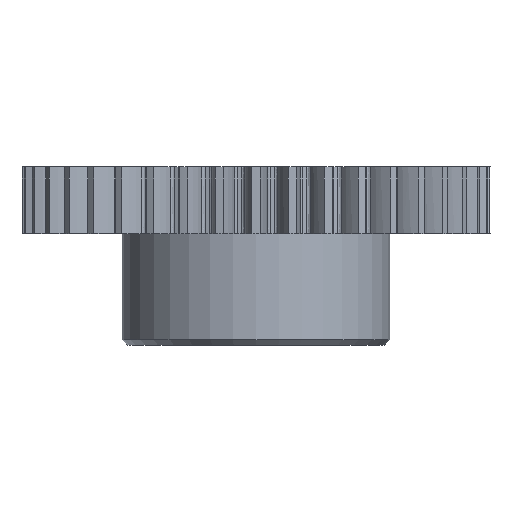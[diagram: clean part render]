
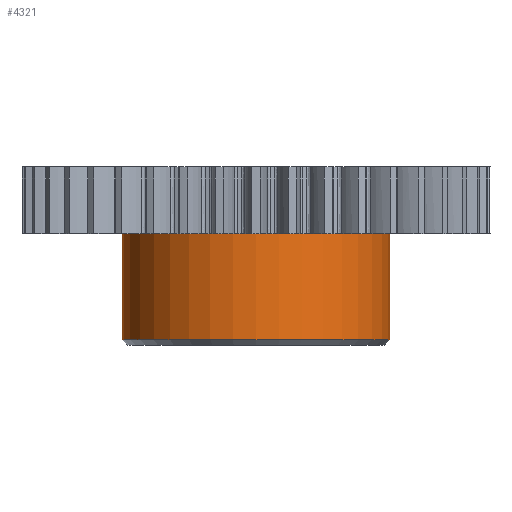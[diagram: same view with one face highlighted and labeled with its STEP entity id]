
A CAD part, left-side view. The second image highlights one B-rep face of the part: STEP entity #4321.
In plain terms, the highlighted cylindrical face has radius 6 mm (diameter 12 mm), a full revolution.
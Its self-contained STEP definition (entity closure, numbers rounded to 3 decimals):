
#352=CIRCLE('',#4671,6.);
#353=CIRCLE('',#4673,6.);
#444=FACE_OUTER_BOUND('',#696,.T.);
#696=EDGE_LOOP('',(#3021,#3022,#3023,#3024,#3025,#3026,#3027,#3028,#3029));
#944=LINE('',#9609,#1031);
#945=LINE('',#9611,#1032);
#1031=VECTOR('',#5035,6.);
#1032=VECTOR('',#5036,6.);
#1115=B_SPLINE_CURVE_WITH_KNOTS('',3,(#5487,#5488,#5489,#5490,#5491,#5492,
#5493,#5494,#5495,#5496),.UNSPECIFIED.,.F.,.F.,(4,2,2,2,4),(0.573,
0.621,0.669,0.717,0.765),
 .UNSPECIFIED.);
#1116=B_SPLINE_CURVE_WITH_KNOTS('',3,(#5498,#5499,#5500,#5501,#5502,#5503,
#5504,#5505,#5506,#5507,#5508,#5509,#5510,#5511,#5512,#5513,#5514,#5515),
 .UNSPECIFIED.,.F.,.F.,(4,2,2,2,2,2,2,2,4),(0.191,0.239,
0.287,0.335,0.382,0.43,
0.478,0.526,0.573),.UNSPECIFIED.);
#1117=B_SPLINE_CURVE_WITH_KNOTS('',3,(#5516,#5517,#5518,#5519,#5520,#5521,
#5522,#5523,#5524,#5525),.UNSPECIFIED.,.F.,.F.,(4,2,2,2,4),(0.,0.048,
0.096,0.143,0.191),.UNSPECIFIED.);
#1520=VERTEX_POINT('',#5484);
#1521=VERTEX_POINT('',#5486);
#1522=VERTEX_POINT('',#5497);
#1769=VERTEX_POINT('',#9605);
#1770=VERTEX_POINT('',#9610);
#2014=EDGE_CURVE('',#1521,#1520,#1115,.T.);
#2015=EDGE_CURVE('',#1522,#1521,#1116,.T.);
#2016=EDGE_CURVE('',#1520,#1522,#1117,.T.);
#2267=EDGE_CURVE('',#1769,#1769,#352,.T.);
#2268=EDGE_CURVE('',#1769,#1521,#944,.T.);
#2269=EDGE_CURVE('',#1522,#1770,#945,.T.);
#2270=EDGE_CURVE('',#1770,#1770,#353,.T.);
#3021=ORIENTED_EDGE('',*,*,#2267,.F.);
#3022=ORIENTED_EDGE('',*,*,#2268,.T.);
#3023=ORIENTED_EDGE('',*,*,#2014,.T.);
#3024=ORIENTED_EDGE('',*,*,#2016,.T.);
#3025=ORIENTED_EDGE('',*,*,#2269,.T.);
#3026=ORIENTED_EDGE('',*,*,#2270,.F.);
#3027=ORIENTED_EDGE('',*,*,#2269,.F.);
#3028=ORIENTED_EDGE('',*,*,#2015,.T.);
#3029=ORIENTED_EDGE('',*,*,#2268,.F.);
#4233=CYLINDRICAL_SURFACE('',#4672,6.);
#4321=ADVANCED_FACE('',(#444),#4233,.T.);
#4671=AXIS2_PLACEMENT_3D('',#9607,#5031,#5032);
#4672=AXIS2_PLACEMENT_3D('',#9608,#5033,#5034);
#4673=AXIS2_PLACEMENT_3D('',#9612,#5037,#5038);
#5031=DIRECTION('center_axis',(0.,0.,-1.));
#5032=DIRECTION('ref_axis',(-1.,0.,0.));
#5033=DIRECTION('center_axis',(0.,0.,-1.));
#5034=DIRECTION('ref_axis',(-1.,0.,0.));
#5035=DIRECTION('',(0.,0.,1.));
#5036=DIRECTION('',(0.,0.,1.));
#5037=DIRECTION('center_axis',(0.,0.,1.));
#5038=DIRECTION('ref_axis',(-1.,0.,0.));
#5484=CARTESIAN_POINT('',(5.865,-1.265,-2.5));
#5486=CARTESIAN_POINT('',(6.,0.,-3.765));
#5487=CARTESIAN_POINT('Ctrl Pts',(6.,0.,
-3.765));
#5488=CARTESIAN_POINT('Ctrl Pts',(6.,-0.159,-3.765));
#5489=CARTESIAN_POINT('Ctrl Pts',(5.993,-0.329,-3.733));
#5490=CARTESIAN_POINT('Ctrl Pts',(5.968,-0.64,-3.603));
#5491=CARTESIAN_POINT('Ctrl Pts',(5.95,-0.782,-3.506));
#5492=CARTESIAN_POINT('Ctrl Pts',(5.916,-1.006,-3.282));
#5493=CARTESIAN_POINT('Ctrl Pts',(5.898,-1.103,-3.14));
#5494=CARTESIAN_POINT('Ctrl Pts',(5.872,-1.233,-2.829));
#5495=CARTESIAN_POINT('Ctrl Pts',(5.865,-1.265,-2.659));
#5496=CARTESIAN_POINT('Ctrl Pts',(5.865,-1.265,-2.5));
#5497=CARTESIAN_POINT('',(6.,0.,-1.236));
#5498=CARTESIAN_POINT('Ctrl Pts',(6.,0.,
-1.236));
#5499=CARTESIAN_POINT('Ctrl Pts',(6.,0.159,-1.236));
#5500=CARTESIAN_POINT('Ctrl Pts',(5.993,0.329,-1.267));
#5501=CARTESIAN_POINT('Ctrl Pts',(5.968,0.64,-1.397));
#5502=CARTESIAN_POINT('Ctrl Pts',(5.95,0.782,-1.494));
#5503=CARTESIAN_POINT('Ctrl Pts',(5.916,1.006,-1.718));
#5504=CARTESIAN_POINT('Ctrl Pts',(5.898,1.103,-1.86));
#5505=CARTESIAN_POINT('Ctrl Pts',(5.872,1.233,-2.171));
#5506=CARTESIAN_POINT('Ctrl Pts',(5.865,1.265,-2.341));
#5507=CARTESIAN_POINT('Ctrl Pts',(5.865,1.265,-2.659));
#5508=CARTESIAN_POINT('Ctrl Pts',(5.872,1.233,-2.829));
#5509=CARTESIAN_POINT('Ctrl Pts',(5.898,1.103,-3.14));
#5510=CARTESIAN_POINT('Ctrl Pts',(5.916,1.006,-3.282));
#5511=CARTESIAN_POINT('Ctrl Pts',(5.95,0.782,-3.506));
#5512=CARTESIAN_POINT('Ctrl Pts',(5.968,0.64,-3.603));
#5513=CARTESIAN_POINT('Ctrl Pts',(5.993,0.329,-3.733));
#5514=CARTESIAN_POINT('Ctrl Pts',(6.,0.159,-3.765));
#5515=CARTESIAN_POINT('Ctrl Pts',(6.,0.,
-3.765));
#5516=CARTESIAN_POINT('Ctrl Pts',(5.865,-1.265,-2.5));
#5517=CARTESIAN_POINT('Ctrl Pts',(5.865,-1.265,-2.341));
#5518=CARTESIAN_POINT('Ctrl Pts',(5.872,-1.233,-2.171));
#5519=CARTESIAN_POINT('Ctrl Pts',(5.898,-1.103,-1.86));
#5520=CARTESIAN_POINT('Ctrl Pts',(5.916,-1.006,-1.718));
#5521=CARTESIAN_POINT('Ctrl Pts',(5.95,-0.782,-1.494));
#5522=CARTESIAN_POINT('Ctrl Pts',(5.968,-0.64,-1.397));
#5523=CARTESIAN_POINT('Ctrl Pts',(5.993,-0.329,-1.267));
#5524=CARTESIAN_POINT('Ctrl Pts',(6.,-0.159,-1.236));
#5525=CARTESIAN_POINT('Ctrl Pts',(6.,0.,
-1.236));
#9605=CARTESIAN_POINT('',(6.,0.,-4.75));
#9607=CARTESIAN_POINT('Origin',(0.,0.,
-4.75));
#9608=CARTESIAN_POINT('Origin',(0.,0.,
0.));
#9609=CARTESIAN_POINT('',(6.,0.,0.));
#9610=CARTESIAN_POINT('',(6.,0.,0.));
#9611=CARTESIAN_POINT('',(6.,0.,0.));
#9612=CARTESIAN_POINT('Origin',(0.,0.,
0.));
